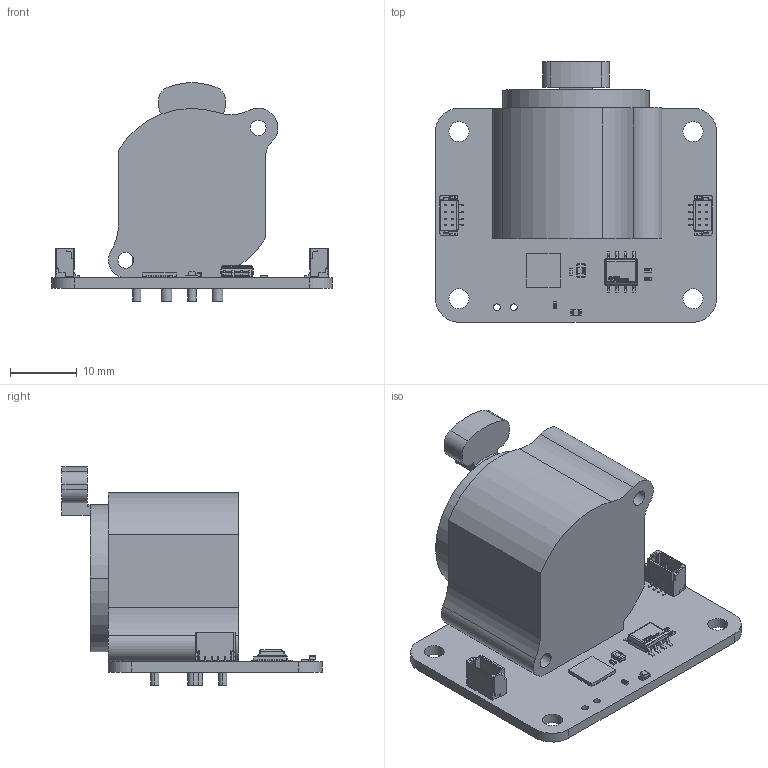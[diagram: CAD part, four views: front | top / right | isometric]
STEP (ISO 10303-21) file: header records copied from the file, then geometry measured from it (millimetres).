
FILE_DESCRIPTION(('Open CASCADE Model'),'2;1');
FILE_NAME('Open CASCADE Shape Model','2025-04-09T07:29:06',('Author'),( 'Open CASCADE'),'Open CASCADE STEP processor 7.5','Open CASCADE 7.5' ,'Unknown');
FILE_SCHEMA(('AUTOMOTIVE_DESIGN { 1 0 10303 214 1 1 1 1 }'));
Length unit declared in the file: millimetre
Products named in the file (39): PCB; Board; Open CASCADE STEP translator 7.5 1.1.1; J11; 6064940544; NC3FAAH2_NC3FAAH2; STAT1; 0603 LED Green; Solid1; Solid4; U2; IC_Texas_Instruments_SN65HVD12DR_eec; BODY-SO; LEAD-D0008A; Texas Logo Yury; Texas Logo Yury - 1; R6; User Library-R SMD 0402; User Library-R SMD 0402_0402 BODY; User Library-R SMD 0402_0402 PAD; User Library-R SMD 0402_0402 OPIS; R5; U; DUELink-U-Connector-BM04B-SRSS-TB; D; DUELink-Connector-BM04B-SRSS-TB; R4; C2; 0805 SMD Capacitor; C1; C0402; Free-Models; STM32-QFN32
Assembly tree (48 placements, depth 4):
  PCB
    Board
      Open CASCADE STEP translator 7.5 1.1.1
    J11
      6064940544
        NC3FAAH2_NC3FAAH2
    STAT1
      0603 LED Green
        Solid1
        Solid4
        Solid1
        Solid1
        Solid4
        Solid1
        Solid1
        Solid1
    U2
      IC_Texas_Instruments_SN65HVD12DR_eec
        BODY-SO
        LEAD-D0008A  x8
        Texas Logo Yury
        Texas Logo Yury - 1
    R6
      User Library-R SMD 0402
        User Library-R SMD 0402_0402 BODY
        User Library-R SMD 0402_0402 PAD  x2
        User Library-R SMD 0402_0402 OPIS
    R5
      User Library-R SMD 0402
        User Library-R SMD 0402_0402 BODY
        User Library-R SMD 0402_0402 PAD  x2
        User Library-R SMD 0402_0402 OPIS
    U
      DUELink-U-Connector-BM04B-SRSS-TB
    D
      DUELink-Connector-BM04B-SRSS-TB
    R4
      User Library-R SMD 0402
        User Library-R SMD 0402_0402 BODY
        User Library-R SMD 0402_0402 PAD  x2
        User Library-R SMD 0402_0402 OPIS
    C2
      0805 SMD Capacitor
    C1
      C0402
    Free-Models
      STM32-QFN32
Bounding box: 42 x 38.9 x 32.62 mm (x, y, z)
Volume: 12118.6 mm3; surface area: 8900 mm2
Topology: 120 solids, 120 shells, 2115 faces, 6744 edges, 6330 vertices
Faces by surface type: plane 1462, bspline 318, cylinder 317, sphere 10, revolution 8
Full cylindrical faces by diameter (mm): 1.016 x2, 1.2 x2, 1.6 x4, 3 x4
Entity records: 76634 total; most frequent: CARTESIAN_POINT 21334, DIRECTION 9404, ORIENTED_EDGE 9144, LINE 4852, VECTOR 4852, EDGE_CURVE 4572, VERTEX_POINT 2986, AXIS2_PLACEMENT_3D 2272
